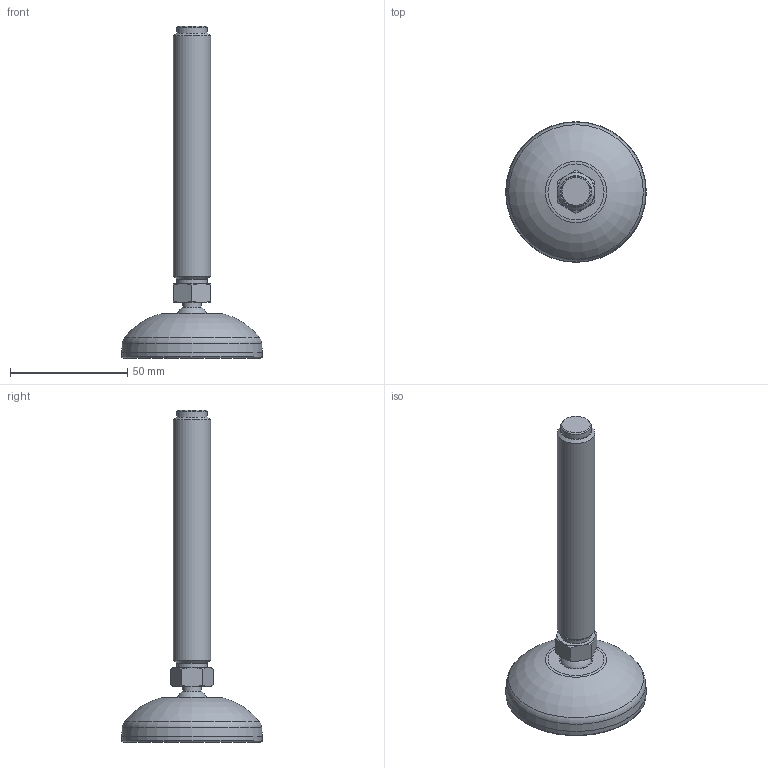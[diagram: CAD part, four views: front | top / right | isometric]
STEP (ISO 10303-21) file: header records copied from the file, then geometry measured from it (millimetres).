
FILE_DESCRIPTION(/* description */ ('AC2F'),/* implementation_level */ '2;1');
FILE_NAME(/* name */ '6325385',/* time_stamp */ '2018-06-06T09:29:38+02:00',/* author */ ('Zorzan Davide'),/* organization */ ('Gamm Srl.'),/* preprocessor_version */ 'ST-DEVELOPER v16.7',/* originating_system */ 'DEX',/* authorisation */ $);
FILE_SCHEMA (('CONFIG_CONTROL_DESIGN'));
Length unit declared in the file: millimetre
Products named in the file (4): 6325385; 6314030; 6305030; 1875065
Assembly tree (3 placements, depth 2):
  6325385
    6314030
    6305030
    1875065
Bounding box: 60 x 60 x 141.7 mm (x, y, z)
Volume: 55885.6 mm3; surface area: 24299.2 mm2
Topology: 3 solids, 3 shells, 96 faces, 244 edges, 160 vertices
Faces by surface type: plane 42, cone 20, torus 14, sphere 10, cylinder 10
Full cylindrical faces by diameter (mm): 8.062 x1, 13 x2, 13.283 x1, 15.7 x1, 16 x2, 16.2 x1, 53 x2
Entity records: 3185 total; most frequent: CARTESIAN_POINT 634, DIRECTION 468, ORIENTED_EDGE 414, EDGE_CURVE 207, AXIS2_PLACEMENT_3D 201, VERTEX_POINT 149, EDGE_LOOP 128, FACE_BOUND 128
